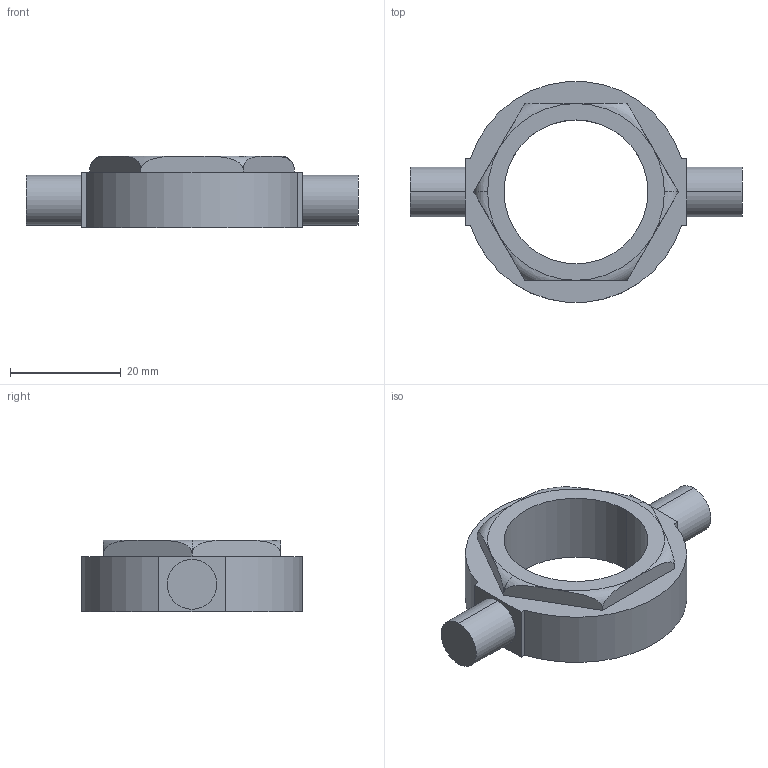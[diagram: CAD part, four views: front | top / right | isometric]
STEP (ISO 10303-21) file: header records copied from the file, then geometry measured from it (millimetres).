
FILE_DESCRIPTION (( 'STEP AP214' ), '1' );
FILE_NAME ('CM-T032B.step.step', '2009-09-02T03:59:27', ( 'SysAdmin' ), ( 'SolidWorks' ), 'SwSTEP 2.0', 'SolidWorks 2009', '' );
FILE_SCHEMA (( 'AUTOMOTIVE_DESIGN' ));
Length unit declared in the file: millimetre
Products named in the file (2): CM-T032B.step_CM2Trunnion_32; CM-T032B.step
Assembly tree (1 placements, depth 2):
  CM-T032B.step
    CM-T032B.step_CM2Trunnion_32
Bounding box: 60 x 39.86 x 13 mm (x, y, z)
Volume: 9652.8 mm3; surface area: 4688.8 mm2
Topology: 1 solids, 1 shells, 27 faces, 64 edges, 42 vertices
Faces by surface type: plane 17, cylinder 8, torus 2
Entity records: 1082 total; most frequent: CARTESIAN_POINT 379, DIRECTION 140, ORIENTED_EDGE 128, EDGE_CURVE 64, AXIS2_PLACEMENT_3D 51, VERTEX_POINT 42, LINE 38, VECTOR 38
